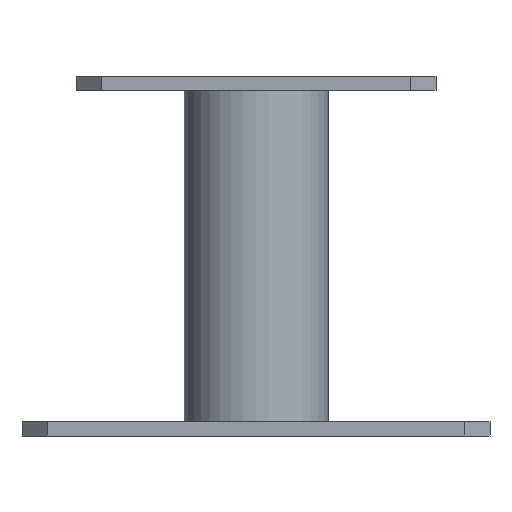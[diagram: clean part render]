
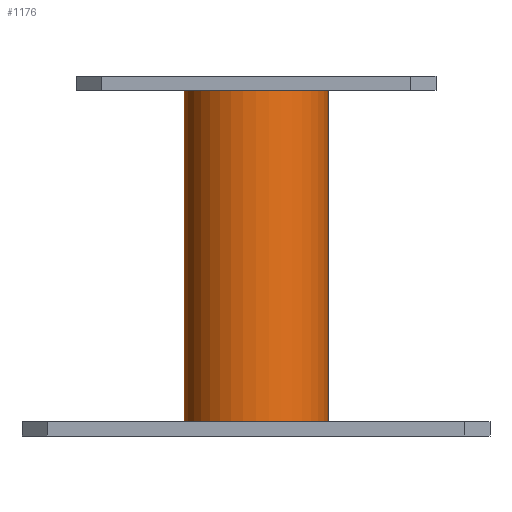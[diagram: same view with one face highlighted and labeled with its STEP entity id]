
A CAD part, front view. The second image highlights one B-rep face of the part: STEP entity #1176.
In plain terms, the highlighted cylindrical face has radius 20 mm (diameter 40 mm), a full revolution.
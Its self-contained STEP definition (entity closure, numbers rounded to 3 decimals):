
#100 = PLANE('',#101);
#101 = AXIS2_PLACEMENT_3D('',#102,#103,#104);
#102 = CARTESIAN_POINT('',(-65.,-65.,4.));
#103 = DIRECTION('',(0.,0.,-1.));
#104 = DIRECTION('',(-1.,0.,0.));
#917 = EDGE_CURVE('',#918,#918,#920,.T.);
#918 = VERTEX_POINT('',#919);
#919 = CARTESIAN_POINT('',(20.,0.,4.));
#920 = SURFACE_CURVE('',#921,(#926,#937),.PCURVE_S1.);
#921 = CIRCLE('',#922,20.);
#922 = AXIS2_PLACEMENT_3D('',#923,#924,#925);
#923 = CARTESIAN_POINT('',(0.,0.,4.));
#924 = DIRECTION('',(0.,0.,1.));
#925 = DIRECTION('',(1.,0.,0.));
#926 = PCURVE('',#100,#927);
#927 = DEFINITIONAL_REPRESENTATION('',(#928),#936);
#928 = ( BOUNDED_CURVE() B_SPLINE_CURVE(2,(#929,#930,#931,#932,#933,#934
,#935),.UNSPECIFIED.,.T.,.F.) B_SPLINE_CURVE_WITH_KNOTS((1,2,2,2,2,1),(
    -2.094,0.,2.094,4.189,6.283,
8.378),.UNSPECIFIED.) CURVE() GEOMETRIC_REPRESENTATION_ITEM() 
RATIONAL_B_SPLINE_CURVE((1.,0.5,1.,0.5,1.,0.5,1.)) REPRESENTATION_ITEM(
  '') );
#929 = CARTESIAN_POINT('',(-85.,65.));
#930 = CARTESIAN_POINT('',(-85.,99.641));
#931 = CARTESIAN_POINT('',(-55.,82.321));
#932 = CARTESIAN_POINT('',(-25.,65.));
#933 = CARTESIAN_POINT('',(-55.,47.679));
#934 = CARTESIAN_POINT('',(-85.,30.359));
#935 = CARTESIAN_POINT('',(-85.,65.));
#936 = ( GEOMETRIC_REPRESENTATION_CONTEXT(2) 
PARAMETRIC_REPRESENTATION_CONTEXT() REPRESENTATION_CONTEXT('2D SPACE',''
  ) );
#937 = PCURVE('',#938,#943);
#938 = CYLINDRICAL_SURFACE('',#939,20.);
#939 = AXIS2_PLACEMENT_3D('',#940,#941,#942);
#940 = CARTESIAN_POINT('',(0.,0.,4.));
#941 = DIRECTION('',(-0.,-0.,-1.));
#942 = DIRECTION('',(1.,0.,0.));
#943 = DEFINITIONAL_REPRESENTATION('',(#944),#948);
#944 = LINE('',#945,#946);
#945 = CARTESIAN_POINT('',(-0.,0.));
#946 = VECTOR('',#947,1.);
#947 = DIRECTION('',(-1.,0.));
#948 = ( GEOMETRIC_REPRESENTATION_CONTEXT(2) 
PARAMETRIC_REPRESENTATION_CONTEXT() REPRESENTATION_CONTEXT('2D SPACE',''
  ) );
#1176 = ADVANCED_FACE('',(#1177),#938,.T.);
#1177 = FACE_BOUND('',#1178,.F.);
#1178 = EDGE_LOOP('',(#1179,#1202,#1203,#1204));
#1179 = ORIENTED_EDGE('',*,*,#1180,.F.);
#1180 = EDGE_CURVE('',#918,#1181,#1183,.T.);
#1181 = VERTEX_POINT('',#1182);
#1182 = CARTESIAN_POINT('',(20.,0.,96.));
#1183 = SEAM_CURVE('',#1184,(#1188,#1195),.PCURVE_S1.);
#1184 = LINE('',#1185,#1186);
#1185 = CARTESIAN_POINT('',(20.,0.,4.));
#1186 = VECTOR('',#1187,1.);
#1187 = DIRECTION('',(0.,0.,1.));
#1188 = PCURVE('',#938,#1189);
#1189 = DEFINITIONAL_REPRESENTATION('',(#1190),#1194);
#1190 = LINE('',#1191,#1192);
#1191 = CARTESIAN_POINT('',(-6.283,0.));
#1192 = VECTOR('',#1193,1.);
#1193 = DIRECTION('',(-0.,-1.));
#1194 = ( GEOMETRIC_REPRESENTATION_CONTEXT(2) 
PARAMETRIC_REPRESENTATION_CONTEXT() REPRESENTATION_CONTEXT('2D SPACE',''
  ) );
#1195 = PCURVE('',#938,#1196);
#1196 = DEFINITIONAL_REPRESENTATION('',(#1197),#1201);
#1197 = LINE('',#1198,#1199);
#1198 = CARTESIAN_POINT('',(-0.,0.));
#1199 = VECTOR('',#1200,1.);
#1200 = DIRECTION('',(-0.,-1.));
#1201 = ( GEOMETRIC_REPRESENTATION_CONTEXT(2) 
PARAMETRIC_REPRESENTATION_CONTEXT() REPRESENTATION_CONTEXT('2D SPACE',''
  ) );
#1202 = ORIENTED_EDGE('',*,*,#917,.F.);
#1203 = ORIENTED_EDGE('',*,*,#1180,.T.);
#1204 = ORIENTED_EDGE('',*,*,#1205,.T.);
#1205 = EDGE_CURVE('',#1181,#1181,#1206,.T.);
#1206 = SURFACE_CURVE('',#1207,(#1212,#1219),.PCURVE_S1.);
#1207 = CIRCLE('',#1208,20.);
#1208 = AXIS2_PLACEMENT_3D('',#1209,#1210,#1211);
#1209 = CARTESIAN_POINT('',(0.,0.,96.));
#1210 = DIRECTION('',(0.,0.,1.));
#1211 = DIRECTION('',(1.,0.,0.));
#1212 = PCURVE('',#938,#1213);
#1213 = DEFINITIONAL_REPRESENTATION('',(#1214),#1218);
#1214 = LINE('',#1215,#1216);
#1215 = CARTESIAN_POINT('',(-0.,-92.));
#1216 = VECTOR('',#1217,1.);
#1217 = DIRECTION('',(-1.,0.));
#1218 = ( GEOMETRIC_REPRESENTATION_CONTEXT(2) 
PARAMETRIC_REPRESENTATION_CONTEXT() REPRESENTATION_CONTEXT('2D SPACE',''
  ) );
#1219 = PCURVE('',#1220,#1225);
#1220 = PLANE('',#1221);
#1221 = AXIS2_PLACEMENT_3D('',#1222,#1223,#1224);
#1222 = CARTESIAN_POINT('',(-50.,-50.,96.));
#1223 = DIRECTION('',(0.,0.,-1.));
#1224 = DIRECTION('',(-1.,0.,0.));
#1225 = DEFINITIONAL_REPRESENTATION('',(#1226),#1234);
#1226 = ( BOUNDED_CURVE() B_SPLINE_CURVE(2,(#1227,#1228,#1229,#1230,
#1231,#1232,#1233),.UNSPECIFIED.,.T.,.F.) B_SPLINE_CURVE_WITH_KNOTS((1,2
    ,2,2,2,1),(-2.094,0.,2.094,4.189,
6.283,8.378),.UNSPECIFIED.) CURVE() 
GEOMETRIC_REPRESENTATION_ITEM() RATIONAL_B_SPLINE_CURVE((1.,0.5,1.,0.5,
1.,0.5,1.)) REPRESENTATION_ITEM('') );
#1227 = CARTESIAN_POINT('',(-70.,50.));
#1228 = CARTESIAN_POINT('',(-70.,84.641));
#1229 = CARTESIAN_POINT('',(-40.,67.321));
#1230 = CARTESIAN_POINT('',(-10.,50.));
#1231 = CARTESIAN_POINT('',(-40.,32.679));
#1232 = CARTESIAN_POINT('',(-70.,15.359));
#1233 = CARTESIAN_POINT('',(-70.,50.));
#1234 = ( GEOMETRIC_REPRESENTATION_CONTEXT(2) 
PARAMETRIC_REPRESENTATION_CONTEXT() REPRESENTATION_CONTEXT('2D SPACE',''
  ) );
